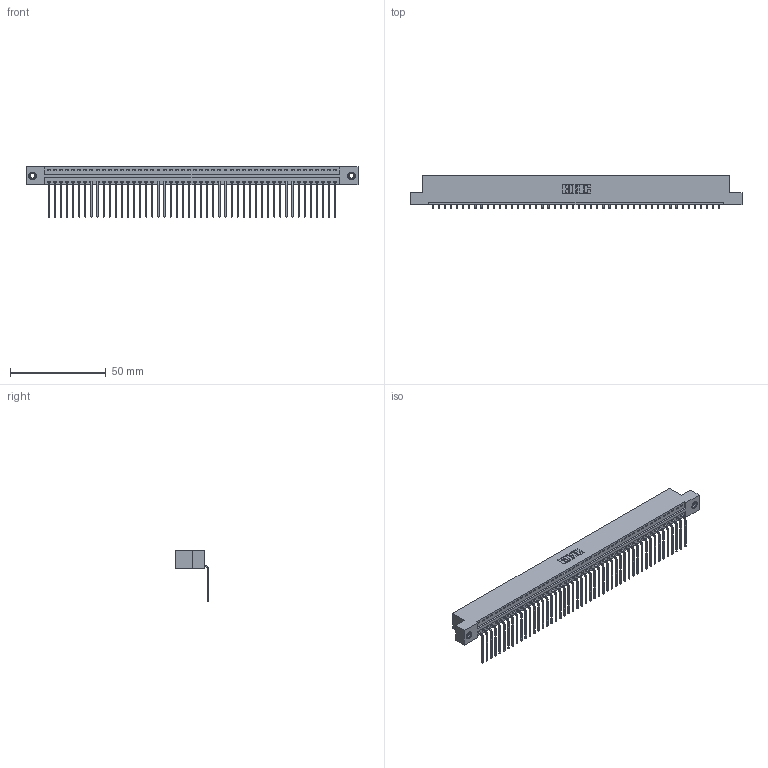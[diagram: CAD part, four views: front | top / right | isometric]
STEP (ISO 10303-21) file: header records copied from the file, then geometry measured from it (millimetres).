
FILE_DESCRIPTION (( 'STEP AP203' ), '1' );
FILE_NAME ('396-048-559-107.STEP', '2018-09-08T01:09:43', ( '' ), ( '' ), 'SwSTEP 2.0', 'SolidWorks 2016', '' );
FILE_SCHEMA (( 'CONFIG_CONTROL_DESIGN' ));
Length unit declared in the file: inch
Products named in the file (4): 346 Part_Flush Mounting Lugs - 0.156 Dia-TI; 345-292-001_558 559 Tail - 1; 345-250-001_345-250-005-103; 396-048-559-107
Assembly tree (51 placements, depth 2):
  396-048-559-107
    346 Part_Flush Mounting Lugs - 0.156 Dia-TI
    345-292-001_558 559 Tail - 1  x48
    345-250-001_345-250-005-103  x2
Bounding box: 172.97 x 17.08 x 26.16 mm (x, y, z)
Volume: 16745.2 mm3; surface area: 21982.8 mm2
Topology: 51 solids, 51 shells, 3062 faces, 9201 edges, 6062 vertices
Faces by surface type: plane 2124, cylinder 922, cone 12, torus 4
Entity records: 30252 total; most frequent: CARTESIAN_POINT 5167, ORIENTED_EDGE 5142, DIRECTION 4577, EDGE_CURVE 2571, VECTOR 2227, LINE 2227, VERTEX_POINT 1708, AXIS2_PLACEMENT_3D 1175
